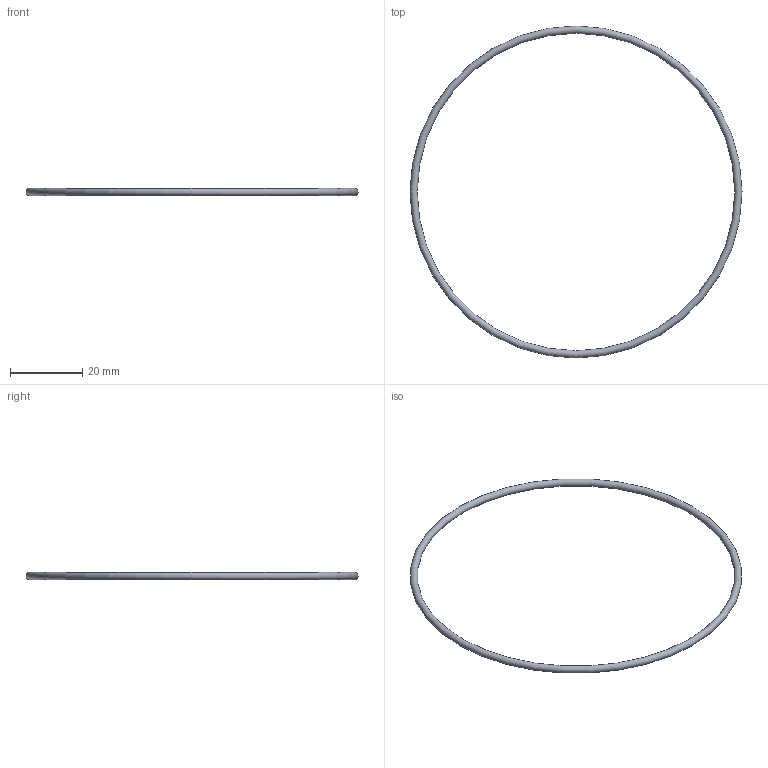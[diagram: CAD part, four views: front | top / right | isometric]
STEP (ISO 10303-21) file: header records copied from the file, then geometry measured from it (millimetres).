
FILE_DESCRIPTION(/* description */ (''),/* implementation_level */ '2;1');
FILE_NAME(/* name */ 'O-ring.step',/* time_stamp */ '2024-05-09T15:52:56+01:00',/* author */ (''),/* organization */ (''),/* preprocessor_version */ 'ST-DEVELOPER v20',/* originating_system */ 'Autodesk Translation Framework v12.20.1.177',/* authorisation */ '');
FILE_SCHEMA (('AUTOMOTIVE_DESIGN { 1 0 10303 214 3 1 1 }'));
Length unit declared in the file: millimetre
Products named in the file (1): O-ring
Bounding box: 92 x 92 x 2 mm (x, y, z)
Volume: 888.3 mm3; surface area: 1776.5 mm2
Topology: 1 solids, 1 shells, 1 faces, 2 edges, 1 vertices
Faces by surface type: torus 1
Entity records: 67 total; most frequent: DIRECTION 8, CARTESIAN_POINT 5, ORIENTED_EDGE 4, AXIS2_PLACEMENT_3D 4, CIRCLE 2, EDGE_CURVE 2, DERIVED_UNIT_ELEMENT 2, PROPERTY_DEFINITION_REPRESENTATION 2
